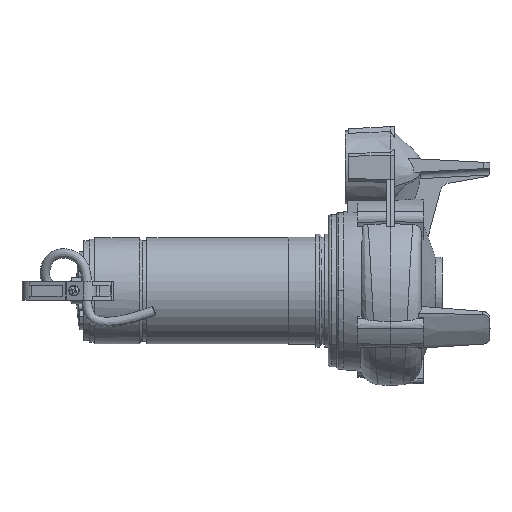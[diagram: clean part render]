
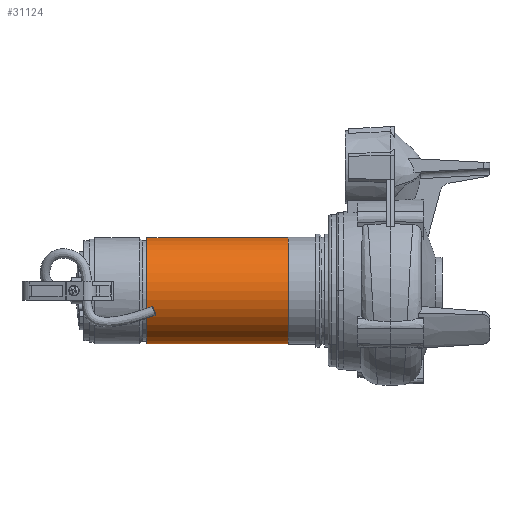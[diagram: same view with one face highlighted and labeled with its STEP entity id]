
A CAD part, left-side view. The second image highlights one B-rep face of the part: STEP entity #31124.
In plain terms, the highlighted cylindrical face has radius 56 mm (diameter 112 mm), a partial arc.
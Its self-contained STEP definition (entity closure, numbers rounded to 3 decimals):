
#1066 = CARTESIAN_POINT ( 'NONE',  ( 0., 200., 0. ) ) ;
#1572 = CARTESIAN_POINT ( 'NONE',  ( 0., 200., 56. ) ) ;
#3958 = DIRECTION ( 'NONE',  ( 0., -1., 0. ) ) ;
#4287 = ORIENTED_EDGE ( 'NONE', *, *, #24562, .F. ) ;
#5232 = LINE ( 'NONE', #17159, #11108 ) ;
#6628 = DIRECTION ( 'NONE',  ( 0., 0., -1. ) ) ;
#6931 = CARTESIAN_POINT ( 'NONE',  ( 0., 200., -56. ) ) ;
#7693 = DIRECTION ( 'NONE',  ( 0., -1., 0. ) ) ;
#7865 = CIRCLE ( 'NONE', #36773, 56. ) ;
#8782 = DIRECTION ( 'NONE',  ( 0., 0., -1. ) ) ;
#9142 = CIRCLE ( 'NONE', #36744, 56. ) ;
#11108 = VECTOR ( 'NONE', #7693, 1000. ) ;
#11459 = CARTESIAN_POINT ( 'NONE',  ( 0., 51., 0. ) ) ;
#11537 = CARTESIAN_POINT ( 'NONE',  ( 0., 51., -56. ) ) ;
#17159 = CARTESIAN_POINT ( 'NONE',  ( 0., 200., -56. ) ) ;
#17269 = CARTESIAN_POINT ( 'NONE',  ( 0., 51., 56. ) ) ;
#18326 = EDGE_CURVE ( 'NONE', #21038, #35328, #39136, .T. ) ;
#20319 = CARTESIAN_POINT ( 'NONE',  ( 0., 200., 0. ) ) ;
#20528 = VERTEX_POINT ( 'NONE', #11537 ) ;
#21038 = VERTEX_POINT ( 'NONE', #1572 ) ;
#24562 = EDGE_CURVE ( 'NONE', #34627, #20528, #5232, .T. ) ;
#25055 = EDGE_CURVE ( 'NONE', #34627, #21038, #9142, .T. ) ;
#26156 = ORIENTED_EDGE ( 'NONE', *, *, #18326, .T. ) ;
#26287 = DIRECTION ( 'NONE',  ( 0., -1., 0. ) ) ;
#26757 = VECTOR ( 'NONE', #36257, 1000. ) ;
#26978 = EDGE_CURVE ( 'NONE', #35328, #20528, #7865, .T. ) ;
#27720 = DIRECTION ( 'NONE',  ( 0., 1., 0. ) ) ;
#27750 = EDGE_LOOP ( 'NONE', ( #31617, #26156, #33546, #4287 ) ) ;
#31124 = ADVANCED_FACE ( 'NONE', ( #34809 ), #32126, .T. ) ;
#31617 = ORIENTED_EDGE ( 'NONE', *, *, #25055, .T. ) ;
#31668 = AXIS2_PLACEMENT_3D ( 'NONE', #1066, #3958, #6628 ) ;
#32126 = CYLINDRICAL_SURFACE ( 'NONE', #31668, 56. ) ;
#32743 = CARTESIAN_POINT ( 'NONE',  ( 0., 200., 56. ) ) ;
#33546 = ORIENTED_EDGE ( 'NONE', *, *, #26978, .T. ) ;
#34627 = VERTEX_POINT ( 'NONE', #6931 ) ;
#34809 = FACE_OUTER_BOUND ( 'NONE', #27750, .T. ) ;
#35328 = VERTEX_POINT ( 'NONE', #17269 ) ;
#35955 = DIRECTION ( 'NONE',  ( 0., 0., -1. ) ) ;
#36257 = DIRECTION ( 'NONE',  ( 0., -1., 0. ) ) ;
#36744 = AXIS2_PLACEMENT_3D ( 'NONE', #20319, #26287, #35955 ) ;
#36773 = AXIS2_PLACEMENT_3D ( 'NONE', #11459, #27720, #8782 ) ;
#39136 = LINE ( 'NONE', #32743, #26757 ) ;
